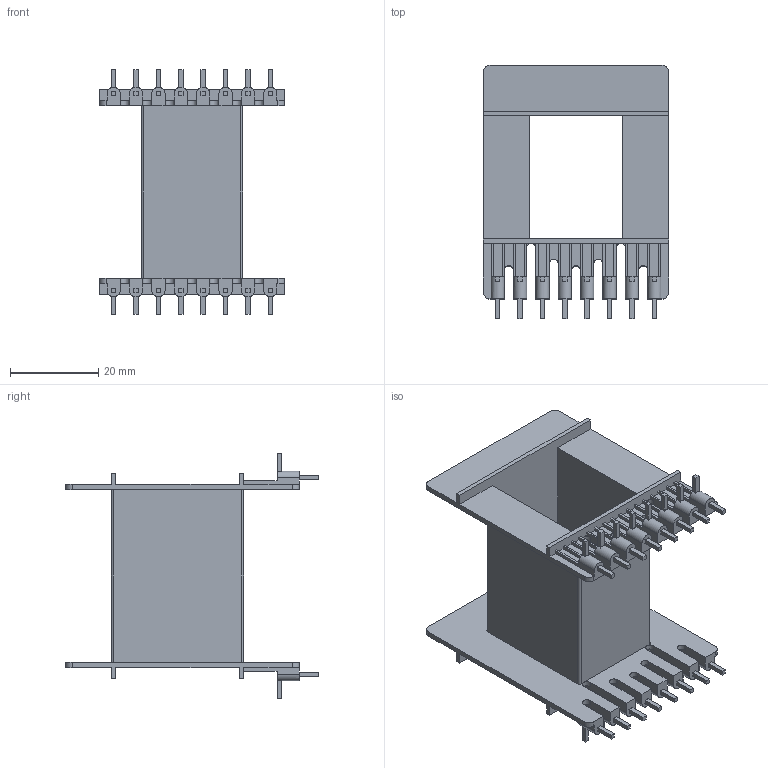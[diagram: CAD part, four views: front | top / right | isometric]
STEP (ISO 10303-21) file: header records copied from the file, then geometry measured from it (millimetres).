
FILE_DESCRIPTION (( 'STEP AP214' ), '1' );
FILE_NAME ('User Library-E65-27-COILFORMER.STEP', '2014-05-22T07:54:20', ( 'Windows User' ), ( '' ), 'SwSTEP 2.0', 'SolidWorks 2014', '' );
FILE_SCHEMA (( 'AUTOMOTIVE_DESIGN' ));
Length unit declared in the file: millimetre
Products named in the file (1): User Library-E65-27-COILFORMER
Bounding box: 42 x 57.4 x 55.6 mm (x, y, z)
Volume: 8886.8 mm3; surface area: 17837.3 mm2
Topology: 17 solids, 17 shells, 464 faces, 1336 edges, 888 vertices
Faces by surface type: plane 406, cylinder 58
Entity records: 16862 total; most frequent: CARTESIAN_POINT 2689, ORIENTED_EDGE 2672, DIRECTION 2422, EDGE_CURVE 1336, VECTOR 1180, LINE 1180, VERTEX_POINT 888, AXIS2_PLACEMENT_3D 621
